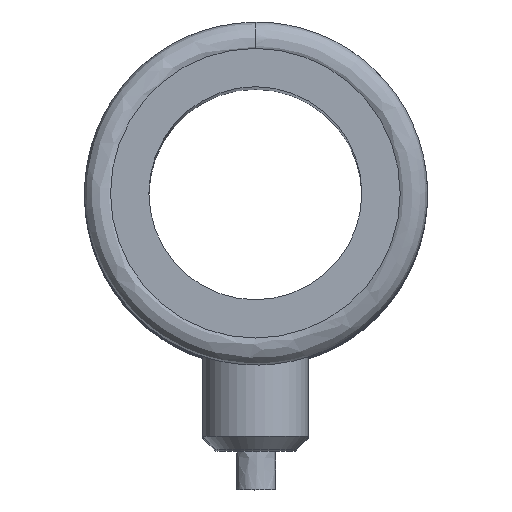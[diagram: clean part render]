
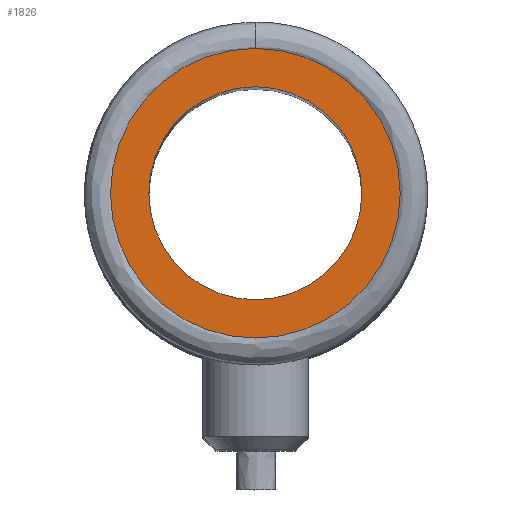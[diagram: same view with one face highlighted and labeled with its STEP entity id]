
A CAD part, top view. The second image highlights one B-rep face of the part: STEP entity #1826.
In plain terms, the highlighted planar face has unit normal (0, 0, 1).
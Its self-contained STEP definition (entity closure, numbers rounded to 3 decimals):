
#425 = CYLINDRICAL_SURFACE('',#426,3.4);
#426 = AXIS2_PLACEMENT_3D('',#427,#428,#429);
#427 = CARTESIAN_POINT('',(0.,0.,0.));
#428 = DIRECTION('',(0.,0.,1.));
#429 = DIRECTION('',(-1.,0.,0.));
#1645 = CYLINDRICAL_SURFACE('',#1646,2.5);
#1646 = AXIS2_PLACEMENT_3D('',#1647,#1648,#1649);
#1647 = CARTESIAN_POINT('',(0.,0.,35.35));
#1648 = DIRECTION('',(0.,0.,-1.));
#1649 = DIRECTION('',(-1.,0.,0.));
#1670 = VERTEX_POINT('',#1671);
#1671 = CARTESIAN_POINT('',(2.5,0.,35.35));
#1691 = EDGE_CURVE('',#1670,#1670,#1692,.T.);
#1692 = SURFACE_CURVE('',#1693,(#1698,#1705),.PCURVE_S1.);
#1693 = CIRCLE('',#1694,2.5);
#1694 = AXIS2_PLACEMENT_3D('',#1695,#1696,#1697);
#1695 = CARTESIAN_POINT('',(0.,0.,35.35));
#1696 = DIRECTION('',(0.,0.,-1.));
#1697 = DIRECTION('',(-1.,0.,0.));
#1698 = PCURVE('',#1645,#1699);
#1699 = DEFINITIONAL_REPRESENTATION('',(#1700),#1704);
#1700 = LINE('',#1701,#1702);
#1701 = CARTESIAN_POINT('',(0.,0.));
#1702 = VECTOR('',#1703,1.);
#1703 = DIRECTION('',(1.,0.));
#1704 = ( GEOMETRIC_REPRESENTATION_CONTEXT(2) 
PARAMETRIC_REPRESENTATION_CONTEXT() REPRESENTATION_CONTEXT('2D SPACE',''
  ) );
#1705 = PCURVE('',#1706,#1711);
#1706 = PLANE('',#1707);
#1707 = AXIS2_PLACEMENT_3D('',#1708,#1709,#1710);
#1708 = CARTESIAN_POINT('',(0.,0.,
    35.35));
#1709 = DIRECTION('',(0.,0.,1.));
#1710 = DIRECTION('',(1.,0.,-0.));
#1711 = DEFINITIONAL_REPRESENTATION('',(#1712),#1720);
#1712 = ( BOUNDED_CURVE() B_SPLINE_CURVE(2,(#1713,#1714,#1715,#1716,
#1717,#1718,#1719),.UNSPECIFIED.,.T.,.F.) B_SPLINE_CURVE_WITH_KNOTS((1,2
    ,2,2,2,1),(-2.094,0.,2.094,4.189,
6.283,8.378),.UNSPECIFIED.) CURVE() 
GEOMETRIC_REPRESENTATION_ITEM() RATIONAL_B_SPLINE_CURVE((1.,0.5,1.,0.5,
1.,0.5,1.)) REPRESENTATION_ITEM('') );
#1713 = CARTESIAN_POINT('',(-2.5,0.));
#1714 = CARTESIAN_POINT('',(-2.5,4.33));
#1715 = CARTESIAN_POINT('',(1.25,2.165));
#1716 = CARTESIAN_POINT('',(5.,0.));
#1717 = CARTESIAN_POINT('',(1.25,-2.165));
#1718 = CARTESIAN_POINT('',(-2.5,-4.33));
#1719 = CARTESIAN_POINT('',(-2.5,0.));
#1720 = ( GEOMETRIC_REPRESENTATION_CONTEXT(2) 
PARAMETRIC_REPRESENTATION_CONTEXT() REPRESENTATION_CONTEXT('2D SPACE',''
  ) );
#1726 = EDGE_CURVE('',#1727,#1727,#1729,.T.);
#1727 = VERTEX_POINT('',#1728);
#1728 = CARTESIAN_POINT('',(3.4,0.,35.35));
#1729 = SURFACE_CURVE('',#1730,(#1735,#1742),.PCURVE_S1.);
#1730 = CIRCLE('',#1731,3.4);
#1731 = AXIS2_PLACEMENT_3D('',#1732,#1733,#1734);
#1732 = CARTESIAN_POINT('',(0.,0.,35.35));
#1733 = DIRECTION('',(0.,0.,1.));
#1734 = DIRECTION('',(-1.,0.,0.));
#1735 = PCURVE('',#425,#1736);
#1736 = DEFINITIONAL_REPRESENTATION('',(#1737),#1741);
#1737 = LINE('',#1738,#1739);
#1738 = CARTESIAN_POINT('',(0.,35.35));
#1739 = VECTOR('',#1740,1.);
#1740 = DIRECTION('',(1.,0.));
#1741 = ( GEOMETRIC_REPRESENTATION_CONTEXT(2) 
PARAMETRIC_REPRESENTATION_CONTEXT() REPRESENTATION_CONTEXT('2D SPACE',''
  ) );
#1742 = PCURVE('',#1706,#1743);
#1743 = DEFINITIONAL_REPRESENTATION('',(#1744),#1748);
#1744 = CIRCLE('',#1745,3.4);
#1745 = AXIS2_PLACEMENT_2D('',#1746,#1747);
#1746 = CARTESIAN_POINT('',(0.,0.));
#1747 = DIRECTION('',(-1.,0.));
#1748 = ( GEOMETRIC_REPRESENTATION_CONTEXT(2) 
PARAMETRIC_REPRESENTATION_CONTEXT() REPRESENTATION_CONTEXT('2D SPACE',''
  ) );
#1826 = ADVANCED_FACE('',(#1827,#1830),#1706,.T.);
#1827 = FACE_BOUND('',#1828,.T.);
#1828 = EDGE_LOOP('',(#1829));
#1829 = ORIENTED_EDGE('',*,*,#1691,.T.);
#1830 = FACE_BOUND('',#1831,.T.);
#1831 = EDGE_LOOP('',(#1832));
#1832 = ORIENTED_EDGE('',*,*,#1726,.T.);
